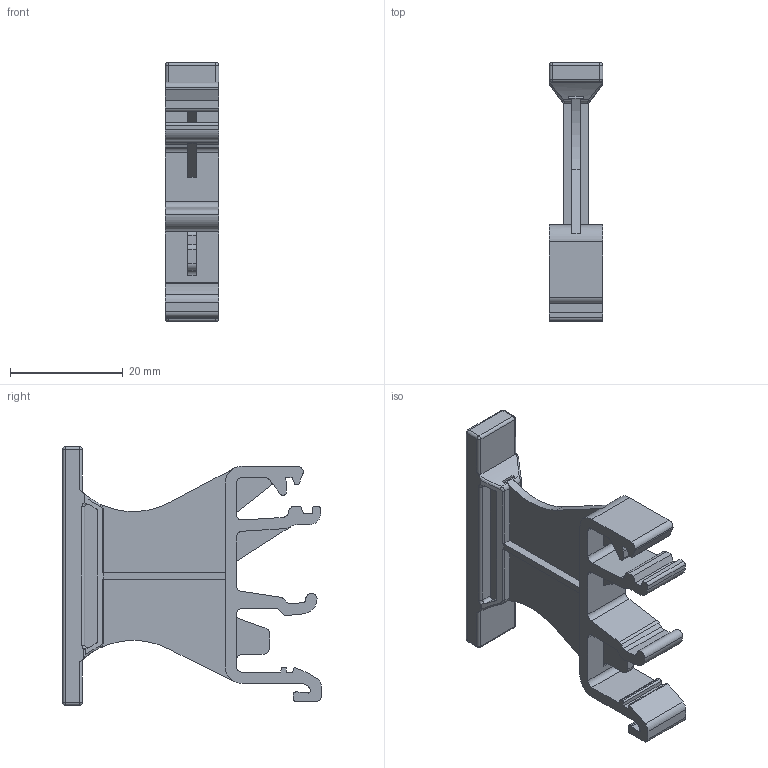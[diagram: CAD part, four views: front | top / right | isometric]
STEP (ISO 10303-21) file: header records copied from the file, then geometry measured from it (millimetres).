
FILE_DESCRIPTION (( 'STEP AP214' ), '1' );
FILE_NAME ('496110_GE_Beige.STP', '2013-11-18T07:52:46', ( 'arge' ), ( 'Microsoft' ), 'SwSTEP 2.0', 'SolidWorks 2013', '' );
FILE_SCHEMA (( 'AUTOMOTIVE_DESIGN' ));
Length unit declared in the file: millimetre
Products named in the file (1): 496110_GE_Beige
Bounding box: 9.5 x 45.98 x 46 mm (x, y, z)
Volume: 5091 mm3; surface area: 5770 mm2
Topology: 1 solids, 3 shells, 216 faces, 599 edges, 382 vertices
Faces by surface type: plane 107, cylinder 88, bspline 21
Entity records: 9590 total; most frequent: CARTESIAN_POINT 1800, ORIENTED_EDGE 1182, DIRECTION 1085, EDGE_CURVE 591, VERTEX_POINT 382, VECTOR 365, LINE 365, AXIS2_PLACEMENT_3D 360
